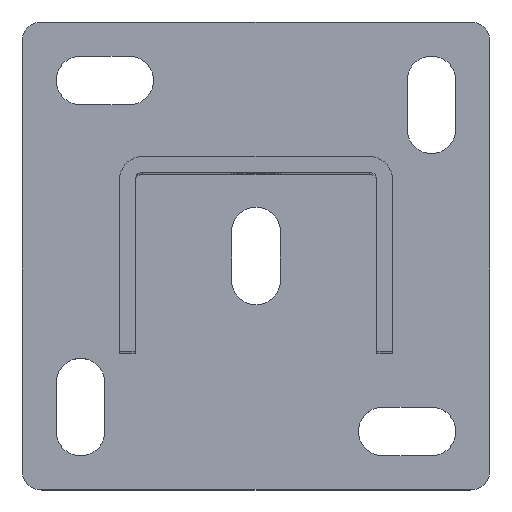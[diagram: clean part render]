
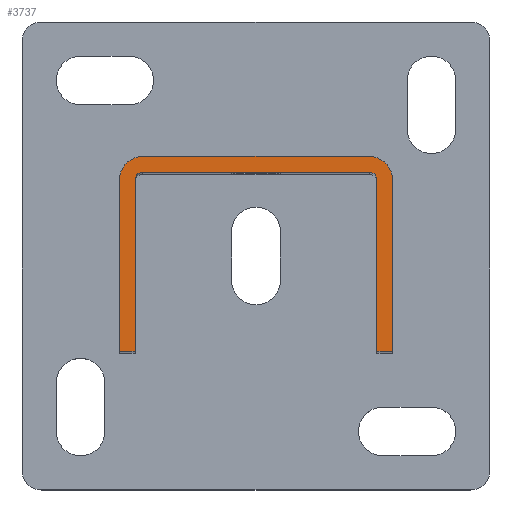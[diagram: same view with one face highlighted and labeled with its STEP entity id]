
A CAD part, top view. The second image highlights one B-rep face of the part: STEP entity #3737.
In plain terms, the highlighted planar face has unit normal (0, 0, 1).
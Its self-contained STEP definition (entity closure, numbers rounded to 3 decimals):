
#5 = FACE_OUTER_BOUND ( 'NONE', #1002, .T. ) ;
#15 = DIRECTION ( 'NONE',  ( -1., 0., 0. ) ) ;
#38 = CARTESIAN_POINT ( 'NONE',  ( -35., -25., 308. ) ) ;
#47 = VECTOR ( 'NONE', #1508, 1000. ) ;
#216 = CARTESIAN_POINT ( 'NONE',  ( 29., 21., 308. ) ) ;
#243 = DIRECTION ( 'NONE',  ( 0., 0., -1. ) ) ;
#300 = EDGE_CURVE ( 'NONE', #2889, #3597, #1816, .T. ) ;
#306 = EDGE_CURVE ( 'NONE', #3764, #3872, #4147, .T. ) ;
#350 = VERTEX_POINT ( 'NONE', #493 ) ;
#477 = ORIENTED_EDGE ( 'NONE', *, *, #2918, .F. ) ;
#493 = CARTESIAN_POINT ( 'NONE',  ( 35., 19., 308. ) ) ;
#619 = CARTESIAN_POINT ( 'NONE',  ( 29., 19., 308. ) ) ;
#637 = VERTEX_POINT ( 'NONE', #2123 ) ;
#694 = CARTESIAN_POINT ( 'NONE',  ( -29., 25., 308. ) ) ;
#696 = DIRECTION ( 'NONE',  ( 0., 0., -1. ) ) ;
#730 = LINE ( 'NONE', #2192, #3245 ) ;
#770 = CARTESIAN_POINT ( 'NONE',  ( -35., -25., 308. ) ) ;
#900 = DIRECTION ( 'NONE',  ( 0., 0., -1. ) ) ;
#936 = EDGE_CURVE ( 'NONE', #2711, #3764, #2143, .T. ) ;
#937 = EDGE_CURVE ( 'NONE', #2116, #350, #1926, .T. ) ;
#957 = CARTESIAN_POINT ( 'NONE',  ( 29., 19., 308. ) ) ;
#960 = CARTESIAN_POINT ( 'NONE',  ( 35., 19., 308. ) ) ;
#961 = EDGE_CURVE ( 'NONE', #350, #1471, #1040, .T. ) ;
#990 = CARTESIAN_POINT ( 'NONE',  ( -29., 21., 308. ) ) ;
#1002 = EDGE_LOOP ( 'NONE', ( #4054, #477, #4089, #2530, #3496, #3795, #2873, #3891, #3039, #3858, #1613, #3396 ) ) ;
#1014 = CIRCLE ( 'NONE', #3811, 2. ) ;
#1040 = LINE ( 'NONE', #960, #1551 ) ;
#1263 = VECTOR ( 'NONE', #3967, 1000. ) ;
#1264 = LINE ( 'NONE', #2721, #47 ) ;
#1401 = LINE ( 'NONE', #694, #4498 ) ;
#1415 = CARTESIAN_POINT ( 'NONE',  ( -29., 21., 308. ) ) ;
#1471 = VERTEX_POINT ( 'NONE', #4606 ) ;
#1508 = DIRECTION ( 'NONE',  ( 0., 1., 0. ) ) ;
#1540 = CIRCLE ( 'NONE', #4657, 6. ) ;
#1551 = VECTOR ( 'NONE', #2482, 1000. ) ;
#1594 = CARTESIAN_POINT ( 'NONE',  ( -29., 25., 308. ) ) ;
#1613 = ORIENTED_EDGE ( 'NONE', *, *, #936, .T. ) ;
#1632 = VECTOR ( 'NONE', #15, 1000. ) ;
#1697 = AXIS2_PLACEMENT_3D ( 'NONE', #957, #243, #4544 ) ;
#1769 = PLANE ( 'NONE',  #1697 ) ;
#1780 = LINE ( 'NONE', #3241, #1632 ) ;
#1782 = DIRECTION ( 'NONE',  ( -1., 0., 0. ) ) ;
#1803 = VERTEX_POINT ( 'NONE', #3218 ) ;
#1816 = LINE ( 'NONE', #38, #1263 ) ;
#1926 = CIRCLE ( 'NONE', #3068, 6. ) ;
#2042 = LINE ( 'NONE', #4267, #2402 ) ;
#2084 = DIRECTION ( 'NONE',  ( 1., 0., 0. ) ) ;
#2116 = VERTEX_POINT ( 'NONE', #2701 ) ;
#2123 = CARTESIAN_POINT ( 'NONE',  ( -31., 19., 308. ) ) ;
#2129 = DIRECTION ( 'NONE',  ( 1., 0., 0. ) ) ;
#2143 = LINE ( 'NONE', #990, #4665 ) ;
#2192 = CARTESIAN_POINT ( 'NONE',  ( 31., 19., 308. ) ) ;
#2274 = DIRECTION ( 'NONE',  ( 1., 0., 0. ) ) ;
#2365 = EDGE_CURVE ( 'NONE', #3872, #1803, #730, .T. ) ;
#2402 = VECTOR ( 'NONE', #4589, 1000. ) ;
#2463 = CARTESIAN_POINT ( 'NONE',  ( 29., 19., 308. ) ) ;
#2482 = DIRECTION ( 'NONE',  ( 0., -1., 0. ) ) ;
#2484 = CARTESIAN_POINT ( 'NONE',  ( -35., 19., 308. ) ) ;
#2530 = ORIENTED_EDGE ( 'NONE', *, *, #937, .F. ) ;
#2542 = VERTEX_POINT ( 'NONE', #1594 ) ;
#2701 = CARTESIAN_POINT ( 'NONE',  ( 29., 25., 308. ) ) ;
#2711 = VERTEX_POINT ( 'NONE', #1415 ) ;
#2721 = CARTESIAN_POINT ( 'NONE',  ( -31., -25., 308. ) ) ;
#2755 = DIRECTION ( 'NONE',  ( 0., 0., -1. ) ) ;
#2815 = VERTEX_POINT ( 'NONE', #4297 ) ;
#2873 = ORIENTED_EDGE ( 'NONE', *, *, #300, .F. ) ;
#2889 = VERTEX_POINT ( 'NONE', #770 ) ;
#2918 = EDGE_CURVE ( 'NONE', #1471, #1803, #1780, .T. ) ;
#3039 = ORIENTED_EDGE ( 'NONE', *, *, #4235, .T. ) ;
#3068 = AXIS2_PLACEMENT_3D ( 'NONE', #619, #2755, #1782 ) ;
#3218 = CARTESIAN_POINT ( 'NONE',  ( 31., -25., 308. ) ) ;
#3241 = CARTESIAN_POINT ( 'NONE',  ( 35., -25., 308. ) ) ;
#3245 = VECTOR ( 'NONE', #3642, 1000. ) ;
#3337 = EDGE_CURVE ( 'NONE', #2815, #2889, #2042, .T. ) ;
#3387 = DIRECTION ( 'NONE',  ( -1., 0., 0. ) ) ;
#3396 = ORIENTED_EDGE ( 'NONE', *, *, #306, .T. ) ;
#3405 = CARTESIAN_POINT ( 'NONE',  ( -29., 19., 308. ) ) ;
#3496 = ORIENTED_EDGE ( 'NONE', *, *, #4077, .F. ) ;
#3597 = VERTEX_POINT ( 'NONE', #2484 ) ;
#3642 = DIRECTION ( 'NONE',  ( 0., -1., 0. ) ) ;
#3668 = CARTESIAN_POINT ( 'NONE',  ( -29., 19., 308. ) ) ;
#3692 = AXIS2_PLACEMENT_3D ( 'NONE', #2463, #696, #2084 ) ;
#3705 = CARTESIAN_POINT ( 'NONE',  ( 31., 19., 308. ) ) ;
#3737 = ADVANCED_FACE ( 'NONE', ( #5 ), #1769, .F. ) ;
#3749 = DIRECTION ( 'NONE',  ( 0., 0., -1. ) ) ;
#3764 = VERTEX_POINT ( 'NONE', #216 ) ;
#3795 = ORIENTED_EDGE ( 'NONE', *, *, #4288, .F. ) ;
#3811 = AXIS2_PLACEMENT_3D ( 'NONE', #3405, #900, #2274 ) ;
#3858 = ORIENTED_EDGE ( 'NONE', *, *, #4619, .T. ) ;
#3872 = VERTEX_POINT ( 'NONE', #3705 ) ;
#3891 = ORIENTED_EDGE ( 'NONE', *, *, #3337, .F. ) ;
#3962 = DIRECTION ( 'NONE',  ( 1., 0., 0. ) ) ;
#3967 = DIRECTION ( 'NONE',  ( 0., 1., 0. ) ) ;
#4054 = ORIENTED_EDGE ( 'NONE', *, *, #2365, .T. ) ;
#4077 = EDGE_CURVE ( 'NONE', #2542, #2116, #1401, .T. ) ;
#4089 = ORIENTED_EDGE ( 'NONE', *, *, #961, .F. ) ;
#4147 = CIRCLE ( 'NONE', #3692, 2. ) ;
#4235 = EDGE_CURVE ( 'NONE', #2815, #637, #1264, .T. ) ;
#4267 = CARTESIAN_POINT ( 'NONE',  ( -31., -25., 308. ) ) ;
#4288 = EDGE_CURVE ( 'NONE', #3597, #2542, #1540, .T. ) ;
#4297 = CARTESIAN_POINT ( 'NONE',  ( -31., -25., 308. ) ) ;
#4498 = VECTOR ( 'NONE', #2129, 1000. ) ;
#4544 = DIRECTION ( 'NONE',  ( -1., 0., 0. ) ) ;
#4589 = DIRECTION ( 'NONE',  ( -1., 0., 0. ) ) ;
#4606 = CARTESIAN_POINT ( 'NONE',  ( 35., -25., 308. ) ) ;
#4619 = EDGE_CURVE ( 'NONE', #637, #2711, #1014, .T. ) ;
#4657 = AXIS2_PLACEMENT_3D ( 'NONE', #3668, #3749, #3387 ) ;
#4665 = VECTOR ( 'NONE', #3962, 1000. ) ;
